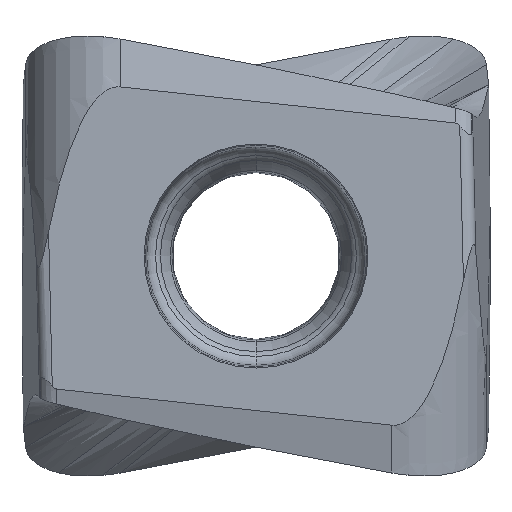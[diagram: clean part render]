
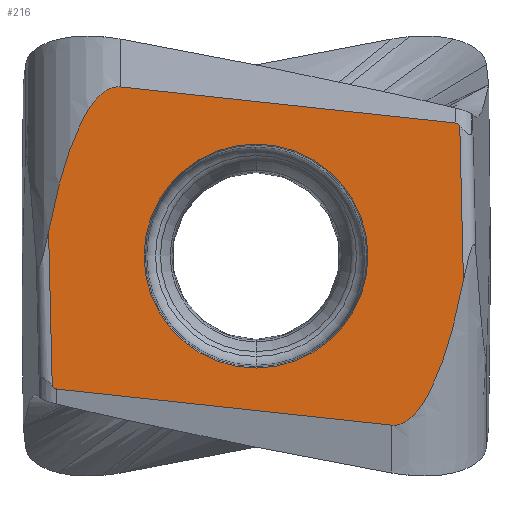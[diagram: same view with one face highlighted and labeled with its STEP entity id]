
A CAD part, front view. The second image highlights one B-rep face of the part: STEP entity #216.
In plain terms, the highlighted planar face has unit normal (0, -1, 0).
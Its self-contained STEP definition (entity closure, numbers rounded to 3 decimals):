
#62=FACE_BOUND('',#539,.T.);
#63=FACE_BOUND('',#540,.T.);
#103=PLANE('',#2319);
#115=CIRCLE('',#2317,2.988);
#116=CIRCLE('',#2318,2.988);
#216=ADVANCED_FACE('',(#62,#63),#103,.T.);
#539=EDGE_LOOP('',(#1079,#1080,#1081,#1082,#1083,#1084,#1085,#1086));
#540=EDGE_LOOP('',(#1087,#1088));
#672=B_SPLINE_CURVE_WITH_KNOTS('',3,(#3848,#3849,#3850,#3851,#3852,#3853,
#3854,#3855,#3856,#3857,#3858,#3859,#3860,#3861,#3862,#3863,#3864,#3865,
#3866,#3867,#3868,#3869,#3870,#3871),.UNSPECIFIED.,.F.,.F.,(4,1,1,1,1,1,
1,1,1,1,1,1,1,1,1,1,1,1,1,1,1,4),(0.,0.048,0.095,0.143,
0.19,0.238,0.286,0.333,0.381,
0.429,0.476,0.524,0.571,0.619,
0.667,0.714,0.762,0.81,0.857,
0.905,0.952,1.),.UNSPECIFIED.);
#724=B_SPLINE_CURVE_WITH_KNOTS('',3,(#5005,#5006,#5007,#5008,#5009,#5010,
#5011,#5012),.UNSPECIFIED.,.F.,.F.,(4,1,1,1,1,4),(0.,0.2,0.4,0.6,0.8,1.),
 .UNSPECIFIED.);
#732=B_SPLINE_CURVE_WITH_KNOTS('',3,(#5084,#5085,#5086,#5087,#5088,#5089,
#5090,#5091,#5092,#5093,#5094,#5095,#5096,#5097,#5098,#5099,#5100,#5101,
#5102,#5103,#5104,#5105,#5106,#5107),.UNSPECIFIED.,.F.,.F.,(4,1,1,1,1,1,
1,1,1,1,1,1,1,1,1,1,1,1,1,1,1,4),(0.,0.048,0.095,0.143,
0.19,0.238,0.286,0.333,0.381,
0.429,0.476,0.524,0.571,0.619,
0.667,0.714,0.762,0.81,0.857,
0.905,0.952,1.),.UNSPECIFIED.);
#733=B_SPLINE_CURVE_WITH_KNOTS('',3,(#5111,#5112,#5113,#5114,#5115,#5116,
#5117,#5118),.UNSPECIFIED.,.F.,.F.,(4,1,1,1,1,4),(0.,0.2,0.4,0.6,0.8,1.),
 .UNSPECIFIED.);
#1079=ORIENTED_EDGE('',*,*,#1742,.T.);
#1080=ORIENTED_EDGE('',*,*,#1849,.F.);
#1081=ORIENTED_EDGE('',*,*,#1839,.T.);
#1082=ORIENTED_EDGE('',*,*,#1848,.F.);
#1083=ORIENTED_EDGE('',*,*,#1850,.T.);
#1084=ORIENTED_EDGE('',*,*,#1851,.T.);
#1085=ORIENTED_EDGE('',*,*,#1852,.T.);
#1086=ORIENTED_EDGE('',*,*,#1744,.F.);
#1087=ORIENTED_EDGE('',*,*,#1853,.F.);
#1088=ORIENTED_EDGE('',*,*,#1854,.F.);
#1516=VERTEX_POINT('',#3847);
#1517=VERTEX_POINT('',#3872);
#1518=VERTEX_POINT('',#3896);
#1580=VERTEX_POINT('',#5013);
#1581=VERTEX_POINT('',#5014);
#1587=VERTEX_POINT('',#5080);
#1588=VERTEX_POINT('',#5108);
#1589=VERTEX_POINT('',#5110);
#1590=VERTEX_POINT('',#5120);
#1591=VERTEX_POINT('',#5121);
#1742=EDGE_CURVE('',#1517,#1516,#672,.T.);
#1744=EDGE_CURVE('',#1517,#1518,#2026,.T.);
#1839=EDGE_CURVE('',#1580,#1581,#724,.T.);
#1848=EDGE_CURVE('',#1587,#1581,#2073,.T.);
#1849=EDGE_CURVE('',#1580,#1516,#2074,.T.);
#1850=EDGE_CURVE('',#1587,#1588,#732,.T.);
#1851=EDGE_CURVE('',#1588,#1589,#2075,.T.);
#1852=EDGE_CURVE('',#1589,#1518,#733,.T.);
#1853=EDGE_CURVE('',#1590,#1591,#115,.T.);
#1854=EDGE_CURVE('',#1591,#1590,#116,.T.);
#2026=LINE('',#3895,#2163);
#2073=LINE('',#5081,#2215);
#2074=LINE('',#5083,#2216);
#2075=LINE('',#5109,#2217);
#2163=VECTOR('',#2470,1.);
#2215=VECTOR('',#2550,1.);
#2216=VECTOR('',#2553,1.);
#2217=VECTOR('',#2554,1.);
#2317=AXIS2_PLACEMENT_3D('',#5119,#2555,#2556);
#2318=AXIS2_PLACEMENT_3D('',#5122,#2557,#2558);
#2319=AXIS2_PLACEMENT_3D('',#5123,#2559,#2560);
#2470=DIRECTION('',(0.994,0.,-0.107));
#2550=DIRECTION('',(-0.994,0.,0.107));
#2553=DIRECTION('',(-0.024,0.,1.));
#2554=DIRECTION('',(-0.024,0.,1.));
#2555=DIRECTION('',(0.,-1.,0.));
#2556=DIRECTION('',(0.,0.,1.));
#2557=DIRECTION('',(0.,-1.,0.));
#2558=DIRECTION('',(0.,0.,-1.));
#2559=DIRECTION('',(0.,-1.,0.));
#2560=DIRECTION('',(-1.,0.,-0.024));
#3847=CARTESIAN_POINT('',(-5.535,0.,0.662));
#3848=CARTESIAN_POINT('',(-3.626,0.,4.513));
#3849=CARTESIAN_POINT('',(-3.653,0.,4.516));
#3850=CARTESIAN_POINT('',(-3.707,0.,4.517));
#3851=CARTESIAN_POINT('',(-3.788,0.,4.507));
#3852=CARTESIAN_POINT('',(-3.87,0.,4.484));
#3853=CARTESIAN_POINT('',(-3.955,0.,4.447));
#3854=CARTESIAN_POINT('',(-4.044,0.,4.393));
#3855=CARTESIAN_POINT('',(-4.136,0.,4.321));
#3856=CARTESIAN_POINT('',(-4.232,0.,4.228));
#3857=CARTESIAN_POINT('',(-4.328,0.,4.116));
#3858=CARTESIAN_POINT('',(-4.423,0.,3.987));
#3859=CARTESIAN_POINT('',(-4.516,0.,3.841));
#3860=CARTESIAN_POINT('',(-4.606,0.,3.683));
#3861=CARTESIAN_POINT('',(-4.694,0.,3.508));
#3862=CARTESIAN_POINT('',(-4.784,0.,3.311));
#3863=CARTESIAN_POINT('',(-4.877,0.,3.088));
#3864=CARTESIAN_POINT('',(-4.97,0.,2.837));
#3865=CARTESIAN_POINT('',(-5.064,0.,2.56));
#3866=CARTESIAN_POINT('',(-5.158,0.,2.256));
#3867=CARTESIAN_POINT('',(-5.252,0.,1.919));
#3868=CARTESIAN_POINT('',(-5.346,0.,1.546));
#3869=CARTESIAN_POINT('',(-5.441,0.,1.131));
#3870=CARTESIAN_POINT('',(-5.504,0.,0.824));
#3871=CARTESIAN_POINT('',(-5.535,0.,0.662));
#3872=CARTESIAN_POINT('',(-3.626,0.,4.513));
#3895=CARTESIAN_POINT('',(-3.626,0.,4.513));
#3896=CARTESIAN_POINT('',(5.32,0.,3.55));
#5005=CARTESIAN_POINT('',(-5.437,0.,-3.475));
#5006=CARTESIAN_POINT('',(-5.429,0.,-3.484));
#5007=CARTESIAN_POINT('',(-5.414,0.,-3.5));
#5008=CARTESIAN_POINT('',(-5.39,0.,-3.521));
#5009=CARTESIAN_POINT('',(-5.366,0.,-3.536));
#5010=CARTESIAN_POINT('',(-5.342,0.,-3.546));
#5011=CARTESIAN_POINT('',(-5.327,0.,-3.549));
#5012=CARTESIAN_POINT('',(-5.32,0.,-3.55));
#5013=CARTESIAN_POINT('',(-5.437,0.,-3.475));
#5014=CARTESIAN_POINT('',(-5.32,0.,-3.55));
#5080=CARTESIAN_POINT('',(3.626,0.,-4.513));
#5081=CARTESIAN_POINT('',(3.626,0.,-4.513));
#5083=CARTESIAN_POINT('',(-5.437,0.,-3.475));
#5084=CARTESIAN_POINT('',(3.626,0.,-4.513));
#5085=CARTESIAN_POINT('',(3.653,0.,-4.516));
#5086=CARTESIAN_POINT('',(3.707,0.,-4.517));
#5087=CARTESIAN_POINT('',(3.788,0.,-4.507));
#5088=CARTESIAN_POINT('',(3.87,0.,-4.484));
#5089=CARTESIAN_POINT('',(3.955,0.,-4.447));
#5090=CARTESIAN_POINT('',(4.044,0.,-4.393));
#5091=CARTESIAN_POINT('',(4.136,0.,-4.321));
#5092=CARTESIAN_POINT('',(4.232,0.,-4.228));
#5093=CARTESIAN_POINT('',(4.328,0.,-4.116));
#5094=CARTESIAN_POINT('',(4.422,0.,-3.987));
#5095=CARTESIAN_POINT('',(4.516,0.,-3.842));
#5096=CARTESIAN_POINT('',(4.605,0.,-3.683));
#5097=CARTESIAN_POINT('',(4.694,0.,-3.508));
#5098=CARTESIAN_POINT('',(4.784,0.,-3.311));
#5099=CARTESIAN_POINT('',(4.876,0.,-3.088));
#5100=CARTESIAN_POINT('',(4.97,0.,-2.837));
#5101=CARTESIAN_POINT('',(5.064,0.,-2.561));
#5102=CARTESIAN_POINT('',(5.158,0.,-2.256));
#5103=CARTESIAN_POINT('',(5.252,0.,-1.919));
#5104=CARTESIAN_POINT('',(5.346,0.,-1.546));
#5105=CARTESIAN_POINT('',(5.441,0.,-1.132));
#5106=CARTESIAN_POINT('',(5.504,0.,-0.824));
#5107=CARTESIAN_POINT('',(5.535,0.,-0.662));
#5108=CARTESIAN_POINT('',(5.535,0.,-0.662));
#5109=CARTESIAN_POINT('',(5.535,0.,-0.662));
#5110=CARTESIAN_POINT('',(5.437,0.,3.475));
#5111=CARTESIAN_POINT('',(5.437,0.,3.475));
#5112=CARTESIAN_POINT('',(5.429,0.,3.484));
#5113=CARTESIAN_POINT('',(5.414,0.,3.5));
#5114=CARTESIAN_POINT('',(5.39,0.,3.521));
#5115=CARTESIAN_POINT('',(5.366,0.,3.536));
#5116=CARTESIAN_POINT('',(5.342,0.,3.546));
#5117=CARTESIAN_POINT('',(5.327,0.,3.549));
#5118=CARTESIAN_POINT('',(5.32,0.,3.55));
#5119=CARTESIAN_POINT('',(0.,0.,0.));
#5120=CARTESIAN_POINT('',(0.,0.,2.988));
#5121=CARTESIAN_POINT('',(0.,0.,-2.988));
#5122=CARTESIAN_POINT('',(0.,0.,0.));
#5123=CARTESIAN_POINT('',(-5.351,0.,-7.129));
